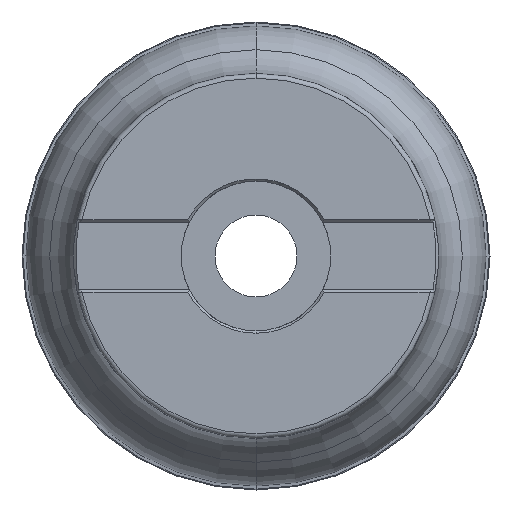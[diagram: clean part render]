
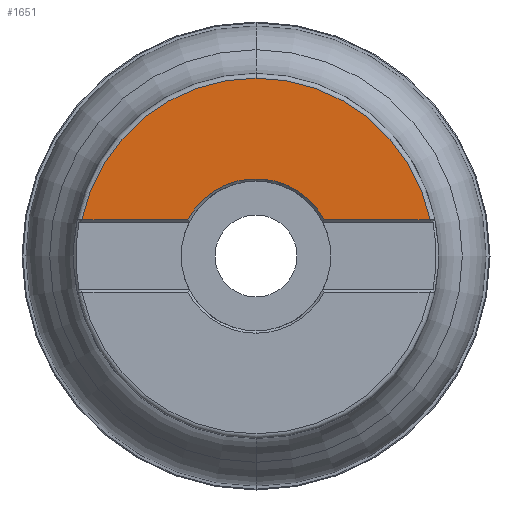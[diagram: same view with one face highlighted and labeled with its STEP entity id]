
A CAD part, front view. The second image highlights one B-rep face of the part: STEP entity #1651.
In plain terms, the highlighted planar face has unit normal (0, -1, 0).
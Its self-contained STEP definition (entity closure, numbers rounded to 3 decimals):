
#5 = CARTESIAN_POINT ( 'NONE',  ( 0., 0., 0. ) ) ;
#122 = CARTESIAN_POINT ( 'NONE',  ( -16., 0., 0. ) ) ;
#206 = DIRECTION ( 'NONE',  ( 0., 0., 1. ) ) ;
#214 = AXIS2_PLACEMENT_3D ( 'NONE', #2487, #1339, #1152 ) ;
#240 = AXIS2_PLACEMENT_3D ( 'NONE', #1519, #2267, #2076 ) ;
#284 = EDGE_CURVE ( 'NONE', #547, #1582, #851, .T. ) ;
#451 = VECTOR ( 'NONE', #1743, 1000. ) ;
#462 = AXIS2_PLACEMENT_3D ( 'NONE', #122, #1313, #1498 ) ;
#528 = LINE ( 'NONE', #574, #451 ) ;
#544 = VERTEX_POINT ( 'NONE', #673 ) ;
#547 = VERTEX_POINT ( 'NONE', #656 ) ;
#574 = CARTESIAN_POINT ( 'NONE',  ( -16., 0., 7.75 ) ) ;
#576 = EDGE_CURVE ( 'NONE', #1582, #544, #677, .T. ) ;
#579 = CARTESIAN_POINT ( 'NONE',  ( 0., 0., 38. ) ) ;
#656 = CARTESIAN_POINT ( 'NONE',  ( -14.567, 0., 7.75 ) ) ;
#673 = CARTESIAN_POINT ( 'NONE',  ( 37.201, 0., 7.75 ) ) ;
#677 = LINE ( 'NONE', #2020, #1185 ) ;
#715 = ORIENTED_EDGE ( 'NONE', *, *, #2130, .T. ) ;
#809 = CIRCLE ( 'NONE', #214, 38. ) ;
#816 = ORIENTED_EDGE ( 'NONE', *, *, #1267, .T. ) ;
#851 = CIRCLE ( 'NONE', #887, 16.5 ) ;
#887 = AXIS2_PLACEMENT_3D ( 'NONE', #5, #2102, #206 ) ;
#1152 = DIRECTION ( 'NONE',  ( 0., 0., 1. ) ) ;
#1185 = VECTOR ( 'NONE', #2418, 1000. ) ;
#1227 = CIRCLE ( 'NONE', #240, 38. ) ;
#1267 = EDGE_CURVE ( 'NONE', #2338, #547, #528, .T. ) ;
#1313 = DIRECTION ( 'NONE',  ( 0., 1., 0. ) ) ;
#1339 = DIRECTION ( 'NONE',  ( 0., -1., 0. ) ) ;
#1414 = CARTESIAN_POINT ( 'NONE',  ( 14.567, 0., 7.75 ) ) ;
#1498 = DIRECTION ( 'NONE',  ( 0., 0., 1. ) ) ;
#1519 = CARTESIAN_POINT ( 'NONE',  ( 0., 0., 0. ) ) ;
#1582 = VERTEX_POINT ( 'NONE', #1414 ) ;
#1590 = FACE_OUTER_BOUND ( 'NONE', #2230, .T. ) ;
#1602 = ORIENTED_EDGE ( 'NONE', *, *, #2451, .T. ) ;
#1626 = PLANE ( 'NONE',  #462 ) ;
#1651 = ADVANCED_FACE ( 'NONE', ( #1590 ), #1626, .F. ) ;
#1743 = DIRECTION ( 'NONE',  ( 1., 0., 0. ) ) ;
#1954 = VERTEX_POINT ( 'NONE', #579 ) ;
#2020 = CARTESIAN_POINT ( 'NONE',  ( -16., 0., 7.75 ) ) ;
#2076 = DIRECTION ( 'NONE',  ( 0., 0., 1. ) ) ;
#2102 = DIRECTION ( 'NONE',  ( 0., 1., 0. ) ) ;
#2130 = EDGE_CURVE ( 'NONE', #1954, #2338, #809, .T. ) ;
#2230 = EDGE_LOOP ( 'NONE', ( #816, #2474, #2443, #1602, #715 ) ) ;
#2267 = DIRECTION ( 'NONE',  ( 0., -1., 0. ) ) ;
#2338 = VERTEX_POINT ( 'NONE', #2373 ) ;
#2373 = CARTESIAN_POINT ( 'NONE',  ( -37.201, 0., 7.75 ) ) ;
#2418 = DIRECTION ( 'NONE',  ( 1., 0., 0. ) ) ;
#2443 = ORIENTED_EDGE ( 'NONE', *, *, #576, .T. ) ;
#2451 = EDGE_CURVE ( 'NONE', #544, #1954, #1227, .T. ) ;
#2474 = ORIENTED_EDGE ( 'NONE', *, *, #284, .T. ) ;
#2487 = CARTESIAN_POINT ( 'NONE',  ( 0., 0., 0. ) ) ;
